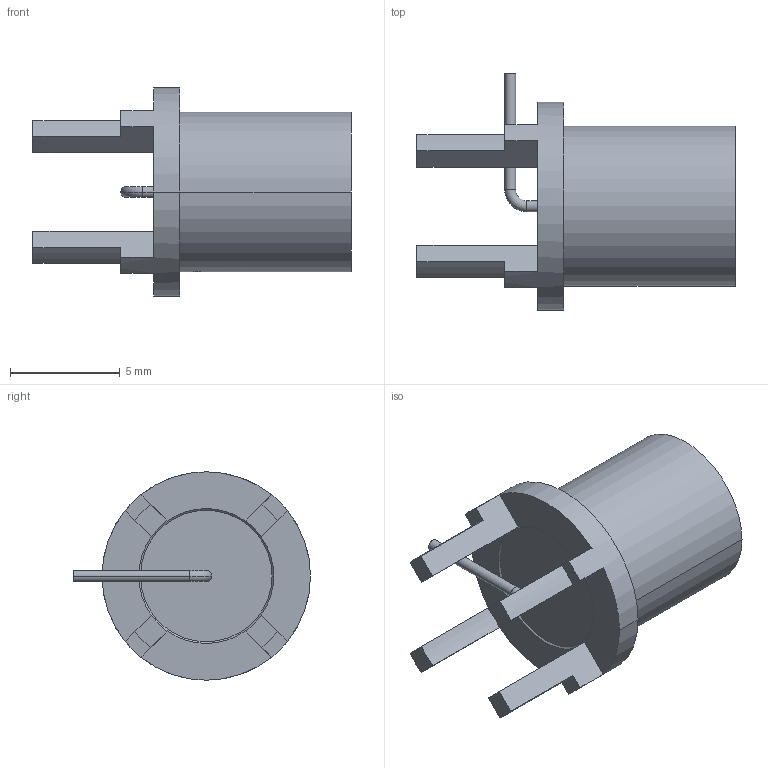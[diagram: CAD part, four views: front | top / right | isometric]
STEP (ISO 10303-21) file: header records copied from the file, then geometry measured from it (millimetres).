
FILE_DESCRIPTION (( 'STEP AP214' ), '1' );
FILE_NAME ('FMCN1223_3D.step', '2024-07-15T20:31:38', ( '' ), ( '' ), 'SwSTEP 2.0', 'SolidWorks 2022', '' );
FILE_SCHEMA (( 'AUTOMOTIVE_DESIGN' ));
Length unit declared in the file: inch
Products named in the file (1): FMCN1223_3D
Bounding box: 14.5 x 10.8 x 9.5 mm (x, y, z)
Volume: 368.1 mm3; surface area: 661.1 mm2
Topology: 1 solids, 1 shells, 187 faces, 616 edges, 406 vertices
Faces by surface type: plane 103, cylinder 68, cone 10, bspline 4, torus 2
Entity records: 7432 total; most frequent: CARTESIAN_POINT 2338, ORIENTED_EDGE 1232, DIRECTION 886, EDGE_CURVE 616, VERTEX_POINT 406, AXIS2_PLACEMENT_3D 334, B_SPLINE_CURVE_WITH_KNOTS 224, LINE 218
